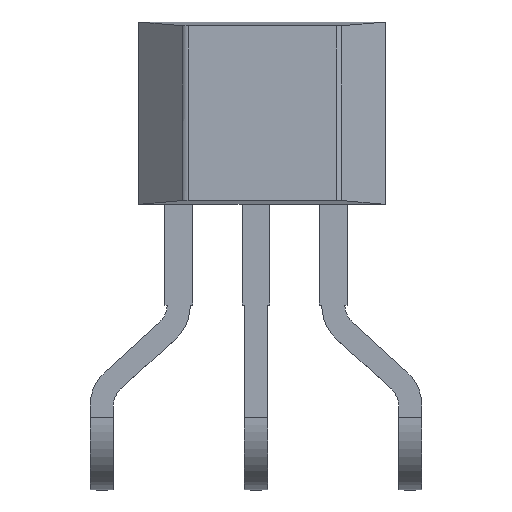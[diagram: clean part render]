
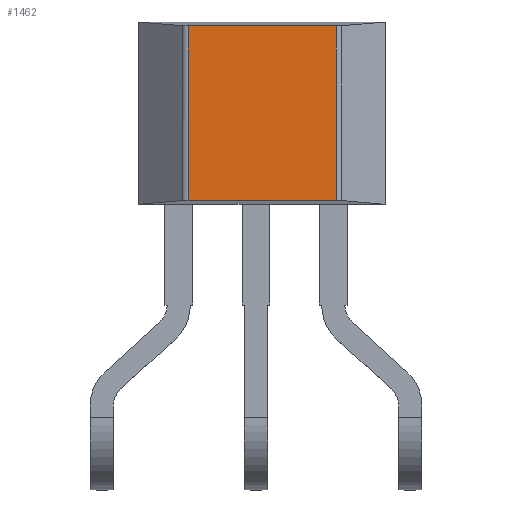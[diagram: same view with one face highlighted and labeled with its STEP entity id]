
A CAD part, top view. The second image highlights one B-rep face of the part: STEP entity #1462.
In plain terms, the highlighted planar face has unit normal (0, 0, 1).
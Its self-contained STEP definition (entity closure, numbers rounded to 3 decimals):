
#159=FACE_OUTER_BOUND('',#242,.T.);
#242=EDGE_LOOP('',(#1029,#1030,#1031,#1032));
#327=LINE('',#2032,#493);
#341=LINE('',#2067,#507);
#344=LINE('',#2074,#510);
#345=LINE('',#2076,#511);
#493=VECTOR('',#1664,10.);
#507=VECTOR('',#1696,10.);
#510=VECTOR('',#1705,10.);
#511=VECTOR('',#1708,10.);
#660=VERTEX_POINT('',#2029);
#661=VERTEX_POINT('',#2031);
#672=VERTEX_POINT('',#2064);
#673=VERTEX_POINT('',#2066);
#788=EDGE_CURVE('',#660,#661,#327,.T.);
#806=EDGE_CURVE('',#672,#673,#341,.T.);
#810=EDGE_CURVE('',#673,#660,#344,.T.);
#811=EDGE_CURVE('',#672,#661,#345,.T.);
#1029=ORIENTED_EDGE('',*,*,#811,.T.);
#1030=ORIENTED_EDGE('',*,*,#788,.F.);
#1031=ORIENTED_EDGE('',*,*,#810,.F.);
#1032=ORIENTED_EDGE('',*,*,#806,.F.);
#1398=PLANE('',#1571);
#1462=ADVANCED_FACE('',(#159),#1398,.T.);
#1571=AXIS2_PLACEMENT_3D('',#2075,#1706,#1707);
#1664=DIRECTION('',(-1.,0.,0.));
#1696=DIRECTION('',(1.,0.,0.));
#1705=DIRECTION('',(0.,-1.,0.));
#1706=DIRECTION('center_axis',(0.,0.,1.));
#1707=DIRECTION('ref_axis',(-1.,0.,0.));
#1708=DIRECTION('',(0.,-1.,0.));
#2029=CARTESIAN_POINT('',(11.217,-1.434,1.58));
#2031=CARTESIAN_POINT('',(8.783,-1.434,1.58));
#2032=CARTESIAN_POINT('',(11.217,-1.434,1.58));
#2064=CARTESIAN_POINT('',(8.783,1.434,1.58));
#2066=CARTESIAN_POINT('',(11.217,1.434,1.58));
#2067=CARTESIAN_POINT('',(8.783,1.434,1.58));
#2074=CARTESIAN_POINT('',(11.217,1.434,1.58));
#2075=CARTESIAN_POINT('Origin',(11.473,-1.732,1.58));
#2076=CARTESIAN_POINT('',(8.783,1.434,1.58));
